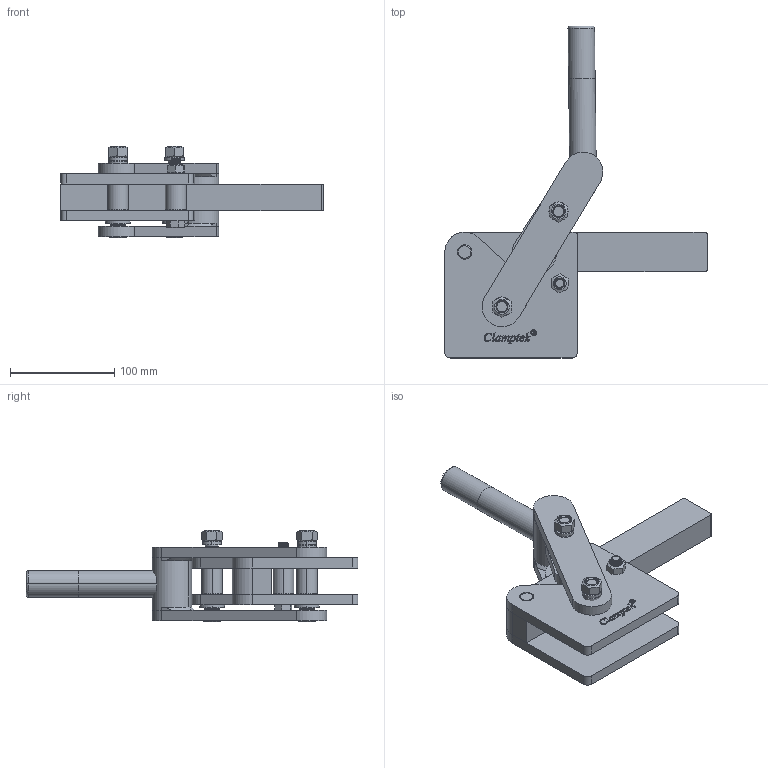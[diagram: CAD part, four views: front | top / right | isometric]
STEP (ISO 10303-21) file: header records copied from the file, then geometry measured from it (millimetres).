
FILE_DESCRIPTION (( 'STEP AP203' ), '1' );
FILE_NAME ('CH-75088.STEP', '2017-12-09T06:45:40', ( 'Windows' ), ( 'Microsoft' ), 'SwSTEP 2.0', 'SolidWorks 2015', '' );
FILE_SCHEMA (( 'CONFIG_CONTROL_DESIGN' ));
Length unit declared in the file: millimetre
Products named in the file (15): 75088-10; M12; 75088-02; 75088-04_默认<按加工>; 75088-08; CH-75088; 106512; M10; 75088-11; 75088-07; 75088-09; 75088-12; 75088-15; 75088-14; 75088-01
Assembly tree (28 placements, depth 2):
  CH-75088
    75088-01
    75088-02
    75088-08  x3
    106512
    M10
    75088-11  x2
    75088-07  x2
    75088-09  x2
    75088-15  x4
    75088-10  x4
    75088-12  x2
    75088-14  x2
    M12  x2
    75088-04_默认<按加工>
Bounding box: 251.51 x 318.38 x 87.5 mm (x, y, z)
Volume: 846934 mm3; surface area: 220196.1 mm2
Topology: 35 solids, 215 shells, 2616 faces, 6341 edges, 4188 vertices
Faces by surface type: plane 1532, cylinder 745, bspline 207, cone 128, torus 4
Entity records: 60790 total; most frequent: CARTESIAN_POINT 23095, ORIENTED_EDGE 7584, DIRECTION 6984, EDGE_CURVE 3792, VERTEX_POINT 2508, AXIS2_PLACEMENT_3D 2356, LINE 2272, VECTOR 2272
